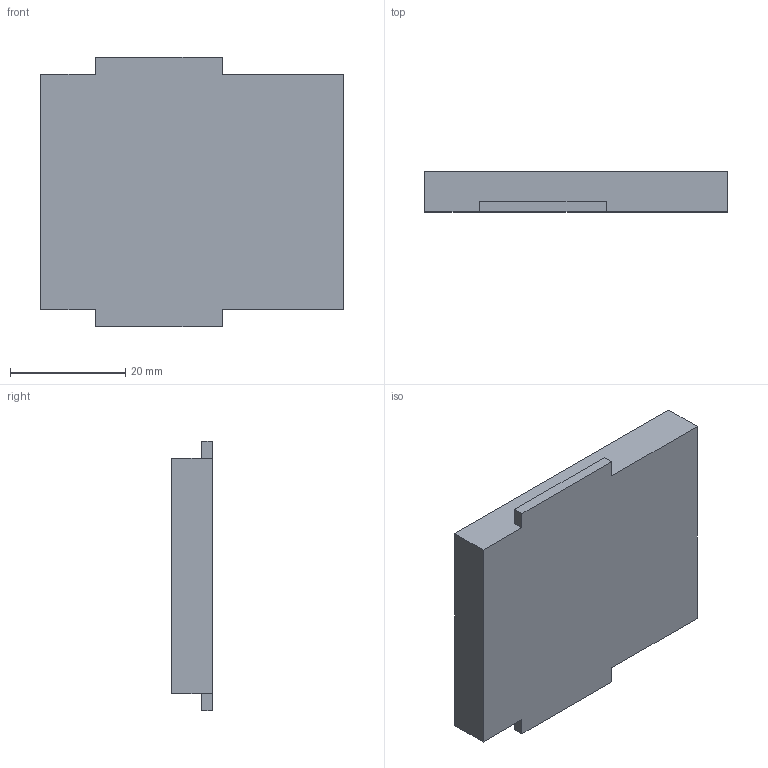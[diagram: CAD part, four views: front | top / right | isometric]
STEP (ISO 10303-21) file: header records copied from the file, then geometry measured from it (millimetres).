
FILE_DESCRIPTION(/* description */ (''),/* implementation_level */ '2;1');
FILE_NAME(/* name */ '58108e30-8f44-4630-893e-b195f7bd75de.stp',/* time_stamp */ '2019-01-08T13:34:05+00:00',/* author */ (''),/* organization */ (''),/* preprocessor_version */ 'ST-DEVELOPER v17.2',/* originating_system */ 'Autodesk Translation Framework v7.6.0.251',/* authorisation */ '');
FILE_SCHEMA (('AUTOMOTIVE_DESIGN { 1 0 10303 214 3 1 1 }'));
Length unit declared in the file: millimetre
Products named in the file (1): Electronics tray
Bounding box: 52.5 x 7 x 46.75 mm (x, y, z)
Volume: 6398.3 mm3; surface area: 6912.4 mm2
Topology: 1 solids, 1 shells, 21 faces, 54 edges, 36 vertices
Faces by surface type: plane 21
Entity records: 661 total; most frequent: CARTESIAN_POINT 112, ORIENTED_EDGE 108, DIRECTION 98, LINE 54, VECTOR 54, EDGE_CURVE 54, VERTEX_POINT 36, EDGE_LOOP 22
